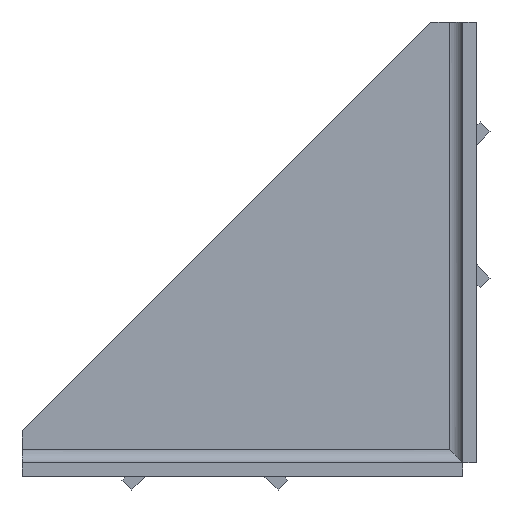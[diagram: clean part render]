
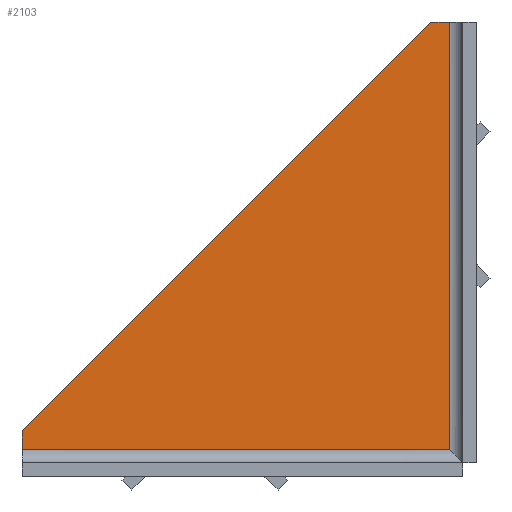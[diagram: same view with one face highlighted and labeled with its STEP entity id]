
A CAD part, front view. The second image highlights one B-rep face of the part: STEP entity #2103.
In plain terms, the highlighted planar face has unit normal (0, -1, 0).
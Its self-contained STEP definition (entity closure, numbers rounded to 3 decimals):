
#58 = DIRECTION ( 'NONE',  ( 0., 0., -1. ) ) ;
#68 = DIRECTION ( 'NONE',  ( 1., 0., 0. ) ) ;
#83 = FACE_OUTER_BOUND ( 'NONE', #3202, .T. ) ;
#96 = CARTESIAN_POINT ( 'NONE',  ( -50., 19.5, 10. ) ) ;
#130 = VECTOR ( 'NONE', #2792, 1000. ) ;
#221 = ORIENTED_EDGE ( 'NONE', *, *, #1698, .T. ) ;
#319 = CARTESIAN_POINT ( 'NONE',  ( 44., 19.5, 6. ) ) ;
#486 = VECTOR ( 'NONE', #68, 1000. ) ;
#522 = LINE ( 'NONE', #1657, #1063 ) ;
#722 = ORIENTED_EDGE ( 'NONE', *, *, #3488, .T. ) ;
#753 = VERTEX_POINT ( 'NONE', #96 ) ;
#766 = EDGE_CURVE ( 'NONE', #3592, #2105, #2220, .T. ) ;
#797 = ORIENTED_EDGE ( 'NONE', *, *, #766, .T. ) ;
#824 = LINE ( 'NONE', #3260, #2653 ) ;
#836 = EDGE_CURVE ( 'NONE', #2691, #753, #824, .T. ) ;
#894 = CARTESIAN_POINT ( 'NONE',  ( 40., 19.5, 100. ) ) ;
#1063 = VECTOR ( 'NONE', #1901, 1000. ) ;
#1092 = CARTESIAN_POINT ( 'NONE',  ( -50., 19.5, 6. ) ) ;
#1181 = CARTESIAN_POINT ( 'NONE',  ( 44., 19.5, 100. ) ) ;
#1657 = CARTESIAN_POINT ( 'NONE',  ( -50., 19.5, 100. ) ) ;
#1698 = EDGE_CURVE ( 'NONE', #753, #2492, #1807, .T. ) ;
#1729 = PLANE ( 'NONE',  #3365 ) ;
#1734 = VECTOR ( 'NONE', #1824, 1000. ) ;
#1807 = LINE ( 'NONE', #2487, #130 ) ;
#1824 = DIRECTION ( 'NONE',  ( 0., 0., 1. ) ) ;
#1851 = DIRECTION ( 'NONE',  ( -0.707, 0., -0.707 ) ) ;
#1901 = DIRECTION ( 'NONE',  ( -1., 0., 0. ) ) ;
#1932 = ORIENTED_EDGE ( 'NONE', *, *, #2189, .T. ) ;
#2031 = CARTESIAN_POINT ( 'NONE',  ( -50., 19.5, 100. ) ) ;
#2103 = ADVANCED_FACE ( 'NONE', ( #83 ), #1729, .T. ) ;
#2105 = VERTEX_POINT ( 'NONE', #1181 ) ;
#2189 = EDGE_CURVE ( 'NONE', #2492, #3592, #2201, .T. ) ;
#2201 = LINE ( 'NONE', #3190, #486 ) ;
#2220 = LINE ( 'NONE', #3471, #1734 ) ;
#2246 = ORIENTED_EDGE ( 'NONE', *, *, #836, .T. ) ;
#2487 = CARTESIAN_POINT ( 'NONE',  ( -50., 19.5, 100. ) ) ;
#2492 = VERTEX_POINT ( 'NONE', #1092 ) ;
#2560 = DIRECTION ( 'NONE',  ( 0., -1., 0. ) ) ;
#2653 = VECTOR ( 'NONE', #1851, 1000. ) ;
#2691 = VERTEX_POINT ( 'NONE', #894 ) ;
#2792 = DIRECTION ( 'NONE',  ( 0., 0., -1. ) ) ;
#3190 = CARTESIAN_POINT ( 'NONE',  ( -50., 19.5, 6. ) ) ;
#3202 = EDGE_LOOP ( 'NONE', ( #722, #2246, #221, #1932, #797 ) ) ;
#3260 = CARTESIAN_POINT ( 'NONE',  ( 40., 19.5, 100. ) ) ;
#3365 = AXIS2_PLACEMENT_3D ( 'NONE', #2031, #2560, #58 ) ;
#3471 = CARTESIAN_POINT ( 'NONE',  ( 44., 19.5, 100. ) ) ;
#3488 = EDGE_CURVE ( 'NONE', #2105, #2691, #522, .T. ) ;
#3592 = VERTEX_POINT ( 'NONE', #319 ) ;
